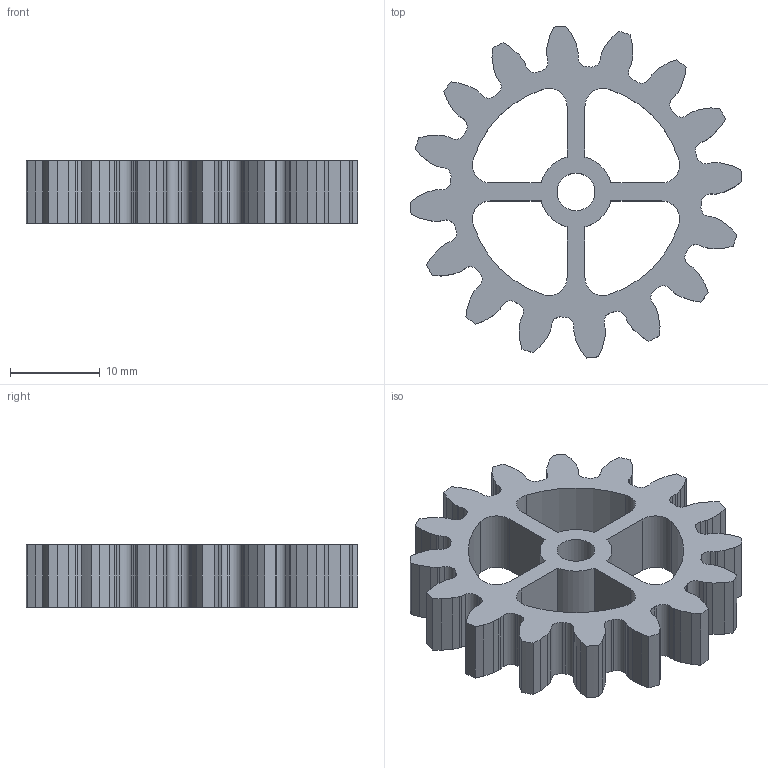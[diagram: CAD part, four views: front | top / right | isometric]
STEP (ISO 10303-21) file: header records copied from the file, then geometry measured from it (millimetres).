
FILE_DESCRIPTION(('STEP AP242'), '1');
FILE_NAME('itemGearMotorV3GearRatio1.2m2', '', ('UNSPECIFIED'), ('UNSPECIFIED'), 'C3D Converter', 'C3D Toolkit', '');
FILE_SCHEMA(('AP242_MANAGED_MODEL_BASED_3D_ENGINEERING_MIM_LF { 1 0 10303 442 1 1 4 }'));
Length unit declared in the file: millimetre
Bounding box: 36.93 x 36.93 x 7 mm (x, y, z)
Volume: 3452.3 mm3; surface area: 3450.1 mm2
Topology: 1 solids, 1 shells, 251 faces, 747 edges, 498 vertices
Faces by surface type: plane 186, cylinder 65
Full cylindrical faces by diameter (mm): 4.2 x1
Entity records: 8421 total; most frequent: CARTESIAN_POINT 1496, ORIENTED_EDGE 1492, DIRECTION 1380, EDGE_CURVE 746, LINE 616, VECTOR 616, VERTEX_POINT 498, AXIS2_PLACEMENT_3D 382
